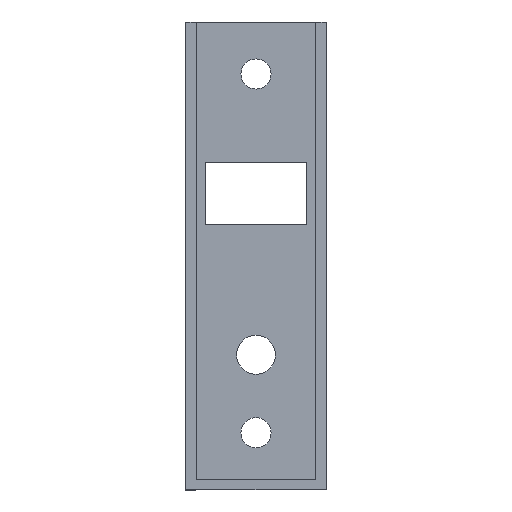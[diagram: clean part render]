
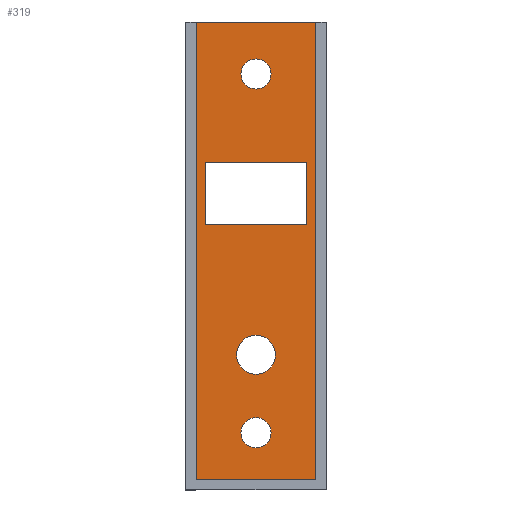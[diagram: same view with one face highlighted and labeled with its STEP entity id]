
A CAD part, top view. The second image highlights one B-rep face of the part: STEP entity #319.
In plain terms, the highlighted planar face has unit normal (0, 0, 1).
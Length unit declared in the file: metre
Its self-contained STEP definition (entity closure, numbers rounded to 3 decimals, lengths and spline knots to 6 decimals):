
#15=LINE('',#464,#51);
#16=LINE('',#467,#52);
#17=LINE('',#469,#53);
#18=LINE('',#471,#54);
#19=LINE('',#472,#55);
#20=LINE('',#475,#56);
#21=LINE('',#477,#57);
#22=LINE('',#479,#58);
#51=VECTOR('',#382,1.);
#52=VECTOR('',#383,1.);
#53=VECTOR('',#384,1.);
#54=VECTOR('',#385,1.);
#55=VECTOR('',#386,1.);
#56=VECTOR('',#387,1.);
#57=VECTOR('',#388,1.);
#58=VECTOR('',#389,1.);
#87=ORIENTED_EDGE('',*,*,#171,.F.);
#88=ORIENTED_EDGE('',*,*,#172,.F.);
#89=ORIENTED_EDGE('',*,*,#173,.F.);
#90=ORIENTED_EDGE('',*,*,#174,.F.);
#91=ORIENTED_EDGE('',*,*,#175,.F.);
#92=ORIENTED_EDGE('',*,*,#176,.F.);
#93=ORIENTED_EDGE('',*,*,#177,.T.);
#94=ORIENTED_EDGE('',*,*,#178,.F.);
#95=ORIENTED_EDGE('',*,*,#179,.T.);
#96=ORIENTED_EDGE('',*,*,#180,.T.);
#97=ORIENTED_EDGE('',*,*,#181,.F.);
#171=EDGE_CURVE('',#213,#213,#243,.T.);
#172=EDGE_CURVE('',#214,#214,#244,.T.);
#173=EDGE_CURVE('',#215,#215,#245,.T.);
#174=EDGE_CURVE('',#216,#217,#15,.T.);
#175=EDGE_CURVE('',#218,#216,#16,.T.);
#176=EDGE_CURVE('',#219,#218,#17,.T.);
#177=EDGE_CURVE('',#219,#217,#18,.T.);
#178=EDGE_CURVE('',#220,#221,#19,.T.);
#179=EDGE_CURVE('',#220,#222,#20,.T.);
#180=EDGE_CURVE('',#222,#223,#21,.T.);
#181=EDGE_CURVE('',#221,#223,#22,.T.);
#213=VERTEX_POINT('',#459);
#214=VERTEX_POINT('',#461);
#215=VERTEX_POINT('',#463);
#216=VERTEX_POINT('',#465);
#217=VERTEX_POINT('',#466);
#218=VERTEX_POINT('',#468);
#219=VERTEX_POINT('',#470);
#220=VERTEX_POINT('',#473);
#221=VERTEX_POINT('',#474);
#222=VERTEX_POINT('',#476);
#223=VERTEX_POINT('',#478);
#243=CIRCLE('',#350,0.0029);
#244=CIRCLE('',#351,0.0029);
#245=CIRCLE('',#352,0.00375);
#249=EDGE_LOOP('',(#87));
#250=EDGE_LOOP('',(#88));
#251=EDGE_LOOP('',(#89));
#252=EDGE_LOOP('',(#90,#91,#92,#93));
#253=EDGE_LOOP('',(#94,#95,#96,#97));
#277=FACE_BOUND('',#249,.T.);
#278=FACE_BOUND('',#250,.T.);
#279=FACE_BOUND('',#251,.T.);
#280=FACE_BOUND('',#252,.T.);
#281=FACE_BOUND('',#253,.T.);
#305=PLANE('',#349);
#319=ADVANCED_FACE('',(#277,#278,#279,#280,#281),#305,.T.);
#349=AXIS2_PLACEMENT_3D('',#457,#374,#375);
#350=AXIS2_PLACEMENT_3D('',#458,#376,#377);
#351=AXIS2_PLACEMENT_3D('',#460,#378,#379);
#352=AXIS2_PLACEMENT_3D('',#462,#380,#381);
#374=DIRECTION('',(0.,0.,1.));
#375=DIRECTION('',(1.,0.,0.));
#376=DIRECTION('',(0.,0.,1.));
#377=DIRECTION('',(1.,0.,0.));
#378=DIRECTION('',(0.,0.,1.));
#379=DIRECTION('',(1.,0.,0.));
#380=DIRECTION('',(0.,0.,1.));
#381=DIRECTION('',(1.,0.,0.));
#382=DIRECTION('',(-1.,0.,0.));
#383=DIRECTION('',(0.,-1.,0.));
#384=DIRECTION('',(1.,0.,0.));
#385=DIRECTION('',(0.,-1.,0.));
#386=DIRECTION('',(1.,0.,0.));
#387=DIRECTION('',(0.,1.,0.));
#388=DIRECTION('',(1.,0.,0.));
#389=DIRECTION('',(0.,1.,0.));
#457=CARTESIAN_POINT('',(0.0135,0.045,0.004));
#458=CARTESIAN_POINT('',(0.0135,0.08,0.004));
#459=CARTESIAN_POINT('',(0.0164,0.08,0.004));
#460=CARTESIAN_POINT('',(0.0135,0.011,0.004));
#461=CARTESIAN_POINT('',(0.0164,0.011,0.004));
#462=CARTESIAN_POINT('',(0.0135,0.026,0.004));
#463=CARTESIAN_POINT('',(0.01725,0.026,0.004));
#464=CARTESIAN_POINT('',(0.096058,0.002,0.004));
#465=CARTESIAN_POINT('',(0.025,0.002,0.004));
#466=CARTESIAN_POINT('',(0.002,0.002,0.004));
#467=CARTESIAN_POINT('',(0.025,0.094058,0.004));
#468=CARTESIAN_POINT('',(0.025,0.09,0.004));
#469=CARTESIAN_POINT('',(0.0135,0.09,0.004));
#470=CARTESIAN_POINT('',(0.002,0.09,0.004));
#471=CARTESIAN_POINT('',(0.002,0.094058,0.004));
#472=CARTESIAN_POINT('',(0.0135,0.051,0.004));
#473=CARTESIAN_POINT('',(0.00375,0.051,0.004));
#474=CARTESIAN_POINT('',(0.02325,0.051,0.004));
#475=CARTESIAN_POINT('',(0.00375,0.057,0.004));
#476=CARTESIAN_POINT('',(0.00375,0.063,0.004));
#477=CARTESIAN_POINT('',(0.0135,0.063,0.004));
#478=CARTESIAN_POINT('',(0.02325,0.063,0.004));
#479=CARTESIAN_POINT('',(0.02325,0.057,0.004));
